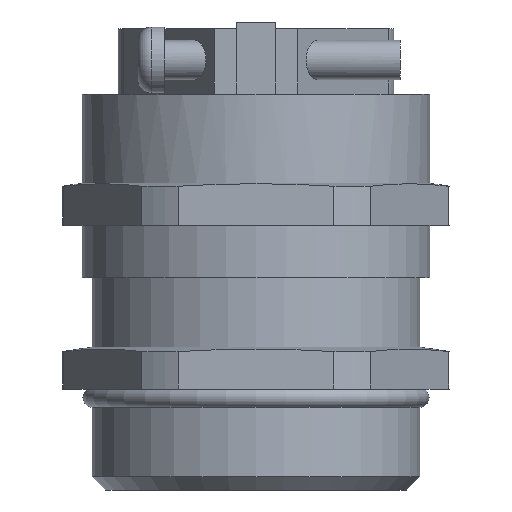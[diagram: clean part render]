
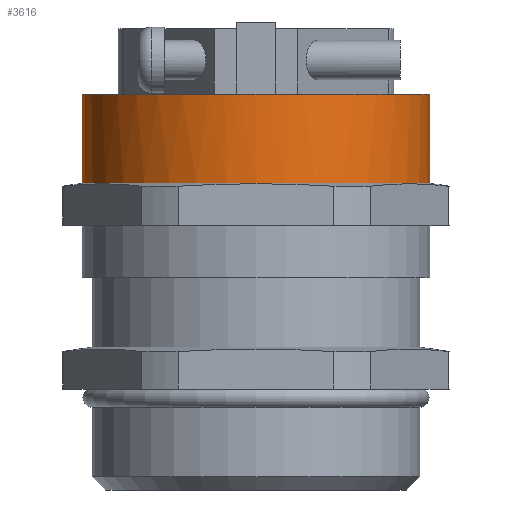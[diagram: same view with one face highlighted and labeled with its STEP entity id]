
A CAD part, front view. The second image highlights one B-rep face of the part: STEP entity #3616.
In plain terms, the highlighted cylindrical face has radius 13.25 mm (diameter 26.5 mm), a partial arc.
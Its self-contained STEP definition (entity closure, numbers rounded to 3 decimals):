
#70 = CARTESIAN_POINT ( 'NONE',  ( 0., 0., 23.4 ) ) ;
#80 = DIRECTION ( 'NONE',  ( 0., 0., 1. ) ) ;
#81 = DIRECTION ( 'NONE',  ( -1., 0., 0. ) ) ;
#109 = CARTESIAN_POINT ( 'NONE',  ( 0., 0., 30.2 ) ) ;
#113 = DIRECTION ( 'NONE',  ( 0., 0., 1. ) ) ;
#114 = DIRECTION ( 'NONE',  ( 1., 0., 0. ) ) ;
#124 = CARTESIAN_POINT ( 'NONE',  ( 0., 0., 30.2 ) ) ;
#128 = DIRECTION ( 'NONE',  ( 0., 0., 1. ) ) ;
#129 = DIRECTION ( 'NONE',  ( 1., 0., 0. ) ) ;
#202 = CARTESIAN_POINT ( 'NONE',  ( 0., 0., 30.2 ) ) ;
#203 = DIRECTION ( 'NONE',  ( 0., 0., -1. ) ) ;
#204 = DIRECTION ( 'NONE',  ( -1., 0., 0. ) ) ;
#289 = CARTESIAN_POINT ( 'NONE',  ( 0., -13.25, 30.2 ) ) ;
#598 = CARTESIAN_POINT ( 'NONE',  ( 0., 0., 30.2 ) ) ;
#599 = DIRECTION ( 'NONE',  ( 0., 0., 1. ) ) ;
#600 = DIRECTION ( 'NONE',  ( 1., 0., 0. ) ) ;
#601 = CARTESIAN_POINT ( 'NONE',  ( 0., 0., 30.2 ) ) ;
#602 = DIRECTION ( 'NONE',  ( 0., 0., 1. ) ) ;
#603 = DIRECTION ( 'NONE',  ( 1., 0., 0. ) ) ;
#1109 = VECTOR ( 'NONE', #4003, 1000. ) ;
#1111 = VECTOR ( 'NONE', #4012, 1000. ) ;
#1234 = EDGE_CURVE ( 'NONE', #4491, #1531, #3482, .T. ) ;
#1235 = EDGE_CURVE ( 'NONE', #1389, #4491, #3483, .T. ) ;
#1389 = VERTEX_POINT ( 'NONE', #4755 ) ;
#1408 = VERTEX_POINT ( 'NONE', #4769 ) ;
#1531 = VERTEX_POINT ( 'NONE', #4822 ) ;
#1879 = VERTEX_POINT ( 'NONE', #4876 ) ;
#1902 = VERTEX_POINT ( 'NONE', #4899 ) ;
#1905 = VERTEX_POINT ( 'NONE', #3933 ) ;
#1944 = EDGE_CURVE ( 'NONE', #1905, #1902, #4001, .T. ) ;
#1947 = EDGE_CURVE ( 'NONE', #1879, #1408, #4010, .T. ) ;
#2090 = AXIS2_PLACEMENT_3D ( 'NONE', #601, #602, #603 ) ;
#2099 = AXIS2_PLACEMENT_3D ( 'NONE', #598, #599, #600 ) ;
#3157 = CIRCLE ( 'NONE', #4223, 13.25 ) ;
#3167 = CIRCLE ( 'NONE', #4236, 13.25 ) ;
#3170 = CIRCLE ( 'NONE', #4239, 13.25 ) ;
#3482 = CIRCLE ( 'NONE', #2099, 13.25 ) ;
#3483 = CIRCLE ( 'NONE', #2090, 13.25 ) ;
#3575 = EDGE_CURVE ( 'NONE', #1902, #1408, #3157, .T. ) ;
#3586 = EDGE_CURVE ( 'NONE', #1905, #1389, #3167, .T. ) ;
#3591 = EDGE_CURVE ( 'NONE', #1531, #1879, #3170, .T. ) ;
#3616 = ADVANCED_FACE ( 'NONE', ( #4290 ), #4294, .T. ) ;
#3829 = ORIENTED_EDGE ( 'NONE', *, *, #1944, .T. ) ;
#3830 = ORIENTED_EDGE ( 'NONE', *, *, #3575, .T. ) ;
#3831 = ORIENTED_EDGE ( 'NONE', *, *, #1235, .F. ) ;
#3832 = ORIENTED_EDGE ( 'NONE', *, *, #3586, .F. ) ;
#3833 = ORIENTED_EDGE ( 'NONE', *, *, #1234, .F. ) ;
#3834 = ORIENTED_EDGE ( 'NONE', *, *, #3591, .F. ) ;
#3835 = ORIENTED_EDGE ( 'NONE', *, *, #1947, .F. ) ;
#3933 = CARTESIAN_POINT ( 'NONE',  ( -13.25, 0., 30.2 ) ) ;
#4001 = LINE ( 'NONE', #4002, #1109 ) ;
#4002 = CARTESIAN_POINT ( 'NONE',  ( -13.25, 0., 30.2 ) ) ;
#4003 = DIRECTION ( 'NONE',  ( 0., 0., -1. ) ) ;
#4010 = LINE ( 'NONE', #4011, #1111 ) ;
#4011 = CARTESIAN_POINT ( 'NONE',  ( 13.25, 0., 30.2 ) ) ;
#4012 = DIRECTION ( 'NONE',  ( 0., 0., -1. ) ) ;
#4223 = AXIS2_PLACEMENT_3D ( 'NONE', #70, #80, #81 ) ;
#4236 = AXIS2_PLACEMENT_3D ( 'NONE', #109, #113, #114 ) ;
#4239 = AXIS2_PLACEMENT_3D ( 'NONE', #124, #128, #129 ) ;
#4290 = FACE_OUTER_BOUND ( 'NONE', #4360, .T. ) ;
#4293 = AXIS2_PLACEMENT_3D ( 'NONE', #202, #203, #204 ) ;
#4294 = CYLINDRICAL_SURFACE ( 'NONE', #4293, 13.25 ) ;
#4360 = EDGE_LOOP ( 'NONE', ( #3835, #3834, #3833, #3831, #3832, #3829, #3830 ) ) ;
#4491 = VERTEX_POINT ( 'NONE', #289 ) ;
#4755 = CARTESIAN_POINT ( 'NONE',  ( -3.602, -12.751, 30.2 ) ) ;
#4769 = CARTESIAN_POINT ( 'NONE',  ( 13.25, 0., 23.4 ) ) ;
#4822 = CARTESIAN_POINT ( 'NONE',  ( 3.602, -12.751, 30.2 ) ) ;
#4876 = CARTESIAN_POINT ( 'NONE',  ( 13.25, 0., 30.2 ) ) ;
#4899 = CARTESIAN_POINT ( 'NONE',  ( -13.25, 0., 23.4 ) ) ;
